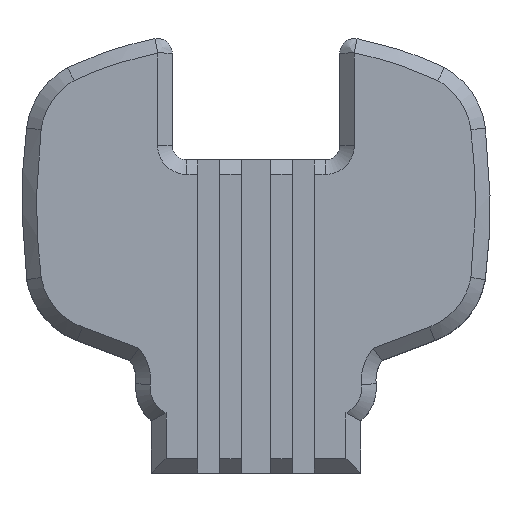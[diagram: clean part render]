
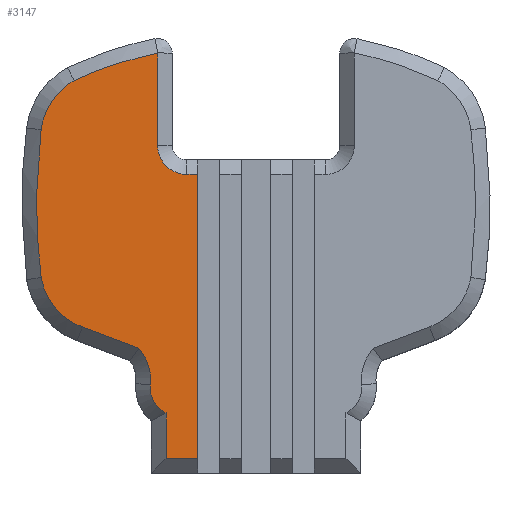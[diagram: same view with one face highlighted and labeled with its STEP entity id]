
A CAD part, top view. The second image highlights one B-rep face of the part: STEP entity #3147.
In plain terms, the highlighted free-form (B-spline) face has degree [1, 1] with [2, 2] control points.
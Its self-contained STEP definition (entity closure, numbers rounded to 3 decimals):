
#2754 = VERTEX_POINT('',#2755);
#2755 = CARTESIAN_POINT('',(16.137,24.639,
    6.593));
#2762 = EDGE_CURVE('',#2763,#2754,#2765,.T.);
#2763 = VERTEX_POINT('',#2764);
#2764 = CARTESIAN_POINT('',(24.722,27.463,
    6.593));
#2765 = ( BOUNDED_CURVE() B_SPLINE_CURVE(2,(#2766,#2767,#2768),
.UNSPECIFIED.,.F.,.F.) B_SPLINE_CURVE_WITH_KNOTS((3,3),(6.037,
6.282),.PIECEWISE_BEZIER_KNOTS.) CURVE() 
GEOMETRIC_REPRESENTATION_ITEM() RATIONAL_B_SPLINE_CURVE((1.,
0.993,1.)) REPRESENTATION_ITEM('') );
#2766 = CARTESIAN_POINT('',(24.722,27.463,
    6.593));
#2767 = CARTESIAN_POINT('',(20.256,26.579,
    6.593));
#2768 = CARTESIAN_POINT('',(16.137,24.639,
    6.593));
#2796 = VERTEX_POINT('',#2797);
#2797 = CARTESIAN_POINT('',(12.744,4.384,6.593
    ));
#2804 = EDGE_CURVE('',#2805,#2796,#2807,.T.);
#2805 = VERTEX_POINT('',#2806);
#2806 = CARTESIAN_POINT('',(12.742,19.571,
    6.593));
#2807 = ( BOUNDED_CURVE() B_SPLINE_CURVE(2,(#2808,#2809,#2810),
.UNSPECIFIED.,.F.,.F.) B_SPLINE_CURVE_WITH_KNOTS((3,3),(6.034,
6.283),.PIECEWISE_BEZIER_KNOTS.) CURVE() 
GEOMETRIC_REPRESENTATION_ITEM() RATIONAL_B_SPLINE_CURVE((1.,
0.992,1.)) REPRESENTATION_ITEM('') );
#2808 = CARTESIAN_POINT('',(12.742,19.571,
    6.593));
#2809 = CARTESIAN_POINT('',(11.792,11.977,
    6.593));
#2810 = CARTESIAN_POINT('',(12.744,4.384,6.593
    ));
#2827 = EDGE_CURVE('',#2754,#2805,#2828,.T.);
#2828 = ( BOUNDED_CURVE() B_SPLINE_CURVE(2,(#2829,#2830,#2831),
.UNSPECIFIED.,.F.,.F.) B_SPLINE_CURVE_WITH_KNOTS((3,3),(5.351,
6.283),.PIECEWISE_BEZIER_KNOTS.) CURVE() 
GEOMETRIC_REPRESENTATION_ITEM() RATIONAL_B_SPLINE_CURVE((1.,
0.893,1.)) REPRESENTATION_ITEM('') );
#2829 = CARTESIAN_POINT('',(16.137,24.639,
    6.593));
#2830 = CARTESIAN_POINT('',(13.165,22.958,
    6.593));
#2831 = CARTESIAN_POINT('',(12.742,19.571,
    6.593));
#2854 = VERTEX_POINT('',#2855);
#2855 = CARTESIAN_POINT('',(16.969,-0.702,
    6.593));
#2860 = EDGE_CURVE('',#2854,#2861,#2863,.T.);
#2861 = VERTEX_POINT('',#2862);
#2862 = CARTESIAN_POINT('',(22.786,-2.883,
    6.593));
#2863 = ( BOUNDED_CURVE() B_SPLINE_CURVE(2,(#2864,#2865,#2866),
.UNSPECIFIED.,.F.,.F.) B_SPLINE_CURVE_WITH_KNOTS((3,3),(0.,
0.004),.PIECEWISE_BEZIER_KNOTS.) CURVE() 
GEOMETRIC_REPRESENTATION_ITEM() RATIONAL_B_SPLINE_CURVE((1.,
1.,1.)) REPRESENTATION_ITEM('') );
#2864 = CARTESIAN_POINT('',(16.969,-0.702,
    6.593));
#2865 = CARTESIAN_POINT('',(19.88,-1.787,
    6.593));
#2866 = CARTESIAN_POINT('',(22.786,-2.883,
    6.593));
#2893 = EDGE_CURVE('',#2796,#2854,#2894,.T.);
#2894 = ( BOUNDED_CURVE() B_SPLINE_CURVE(2,(#2895,#2896,#2897),
.UNSPECIFIED.,.F.,.F.) B_SPLINE_CURVE_WITH_KNOTS((3,3),(5.242,
6.283),.PIECEWISE_BEZIER_KNOTS.) CURVE() 
GEOMETRIC_REPRESENTATION_ITEM() RATIONAL_B_SPLINE_CURVE((1.,
0.868,1.)) REPRESENTATION_ITEM('') );
#2895 = CARTESIAN_POINT('',(12.744,4.384,6.593
    ));
#2896 = CARTESIAN_POINT('',(13.398,0.629,
    6.593));
#2897 = CARTESIAN_POINT('',(16.969,-0.702,
    6.593));
#2928 = VERTEX_POINT('',#2929);
#2929 = CARTESIAN_POINT('',(25.586,-9.543,
    6.593));
#2936 = EDGE_CURVE('',#2937,#2928,#2939,.T.);
#2937 = VERTEX_POINT('',#2938);
#2938 = CARTESIAN_POINT('',(23.977,-6.669,
    6.593));
#2939 = ( BOUNDED_CURVE() B_SPLINE_CURVE(2,(#2940,#2941,#2942),
.UNSPECIFIED.,.F.,.F.) B_SPLINE_CURVE_WITH_KNOTS((3,3),(5.294,
6.512),.PIECEWISE_BEZIER_KNOTS.) CURVE() 
GEOMETRIC_REPRESENTATION_ITEM() RATIONAL_B_SPLINE_CURVE((1.,
0.82,1.)) REPRESENTATION_ITEM('') );
#2940 = CARTESIAN_POINT('',(23.977,-6.669,
    6.593));
#2941 = CARTESIAN_POINT('',(23.779,-8.667,
    6.593));
#2942 = CARTESIAN_POINT('',(25.586,-9.543,
    6.593));
#2967 = EDGE_CURVE('',#2861,#2937,#2968,.T.);
#2968 = ( BOUNDED_CURVE() B_SPLINE_CURVE(2,(#2969,#2970,#2971),
.UNSPECIFIED.,.F.,.F.) B_SPLINE_CURVE_WITH_KNOTS((3,3),(6.184,
6.991),.PIECEWISE_BEZIER_KNOTS.) CURVE() 
GEOMETRIC_REPRESENTATION_ITEM() RATIONAL_B_SPLINE_CURVE((1.,
0.92,1.)) REPRESENTATION_ITEM('') );
#2969 = CARTESIAN_POINT('',(22.786,-2.883,
    6.593));
#2970 = CARTESIAN_POINT('',(24.189,-4.522,
    6.593));
#2971 = CARTESIAN_POINT('',(23.977,-6.669,
    6.593));
#2991 = VERTEX_POINT('',#2992);
#2992 = CARTESIAN_POINT('',(25.586,-14.234,
    6.593));
#2997 = EDGE_CURVE('',#2928,#2991,#2998,.T.);
#2998 = B_SPLINE_CURVE_WITH_KNOTS('',1,(#2999,#3000),.UNSPECIFIED.,.F.,
  .F.,(2,2),(5.149,8.279),.PIECEWISE_BEZIER_KNOTS.);
#2999 = CARTESIAN_POINT('',(25.586,-9.543,
    6.593));
#3000 = CARTESIAN_POINT('',(25.586,-14.234,
    6.593));
#3011 = EDGE_CURVE('',#2991,#3012,#3014,.T.);
#3012 = VERTEX_POINT('',#3013);
#3013 = CARTESIAN_POINT('',(28.843,-14.234,
    6.593));
#3014 = B_SPLINE_CURVE_WITH_KNOTS('',1,(#3015,#3016),.UNSPECIFIED.,.F.,
  .F.,(2,2),(-6.227,-4.054),.PIECEWISE_BEZIER_KNOTS.);
#3015 = CARTESIAN_POINT('',(25.586,-14.234,
    6.593));
#3016 = CARTESIAN_POINT('',(28.843,-14.234,
    6.593));
#3042 = VERTEX_POINT('',#3043);
#3043 = CARTESIAN_POINT('',(24.722,17.98,
    6.593));
#3060 = EDGE_CURVE('',#3042,#2763,#3061,.T.);
#3061 = B_SPLINE_CURVE_WITH_KNOTS('',1,(#3062,#3063),.UNSPECIFIED.,.F.,
  .F.,(2,2),(0.765,7.094),.PIECEWISE_BEZIER_KNOTS.);
#3062 = CARTESIAN_POINT('',(24.722,17.98,
    6.593));
#3063 = CARTESIAN_POINT('',(24.722,27.463,
    6.593));
#3073 = EDGE_CURVE('',#3074,#3042,#3076,.T.);
#3074 = VERTEX_POINT('',#3075);
#3075 = CARTESIAN_POINT('',(27.719,14.983,
    6.593));
#3076 = ( BOUNDED_CURVE() B_SPLINE_CURVE(2,(#3077,#3078,#3079),
.UNSPECIFIED.,.F.,.F.) B_SPLINE_CURVE_WITH_KNOTS((3,3),(5.498,
7.069),.PIECEWISE_BEZIER_KNOTS.) CURVE() 
GEOMETRIC_REPRESENTATION_ITEM() RATIONAL_B_SPLINE_CURVE((1.,
0.707,1.)) REPRESENTATION_ITEM('') );
#3077 = CARTESIAN_POINT('',(27.719,14.983,
    6.593));
#3078 = CARTESIAN_POINT('',(24.722,14.983,
    6.593));
#3079 = CARTESIAN_POINT('',(24.722,17.98,
    6.593));
#3108 = VERTEX_POINT('',#3109);
#3109 = CARTESIAN_POINT('',(28.843,14.983,
    6.593));
#3120 = EDGE_CURVE('',#3108,#3074,#3121,.T.);
#3121 = B_SPLINE_CURVE_WITH_KNOTS('',1,(#3122,#3123),.UNSPECIFIED.,.F.,
  .F.,(2,2),(9.515,10.265),.PIECEWISE_BEZIER_KNOTS.);
#3122 = CARTESIAN_POINT('',(28.843,14.983,
    6.593));
#3123 = CARTESIAN_POINT('',(27.719,14.983,
    6.593));
#3147 = ADVANCED_FACE('',(#3148),#3167,.T.);
#3148 = FACE_BOUND('',#3149,.T.);
#3149 = EDGE_LOOP('',(#3150,#3151,#3156,#3157,#3158,#3159,#3160,#3161,
    #3162,#3163,#3164,#3165,#3166));
#3150 = ORIENTED_EDGE('',*,*,#3011,.T.);
#3151 = ORIENTED_EDGE('',*,*,#3152,.F.);
#3152 = EDGE_CURVE('',#3108,#3012,#3153,.T.);
#3153 = B_SPLINE_CURVE_WITH_KNOTS('',1,(#3154,#3155),.UNSPECIFIED.,.F.,
  .F.,(2,2),(-2.265,17.235),.PIECEWISE_BEZIER_KNOTS.);
#3154 = CARTESIAN_POINT('',(28.843,14.983,
    6.593));
#3155 = CARTESIAN_POINT('',(28.843,-14.234,
    6.593));
#3156 = ORIENTED_EDGE('',*,*,#3120,.T.);
#3157 = ORIENTED_EDGE('',*,*,#3073,.T.);
#3158 = ORIENTED_EDGE('',*,*,#3060,.T.);
#3159 = ORIENTED_EDGE('',*,*,#2762,.T.);
#3160 = ORIENTED_EDGE('',*,*,#2827,.T.);
#3161 = ORIENTED_EDGE('',*,*,#2804,.T.);
#3162 = ORIENTED_EDGE('',*,*,#2893,.T.);
#3163 = ORIENTED_EDGE('',*,*,#2860,.T.);
#3164 = ORIENTED_EDGE('',*,*,#2967,.T.);
#3165 = ORIENTED_EDGE('',*,*,#2936,.T.);
#3166 = ORIENTED_EDGE('',*,*,#2997,.T.);
#3167 = B_SPLINE_SURFACE_WITH_KNOTS('',1,1,(
    (#3168,#3169)
    ,(#3170,#3171
    )),.UNSPECIFIED.,.F.,.F.,.F.,(2,2),(2,2),(-22.342,
    -11.281),(-13.97,13.86),
  .PIECEWISE_BEZIER_KNOTS.);
#3168 = CARTESIAN_POINT('',(12.269,-14.234,
    6.593));
#3169 = CARTESIAN_POINT('',(12.269,27.463,
    6.593));
#3170 = CARTESIAN_POINT('',(28.843,-14.234,
    6.593));
#3171 = CARTESIAN_POINT('',(28.843,27.463,
    6.593));
